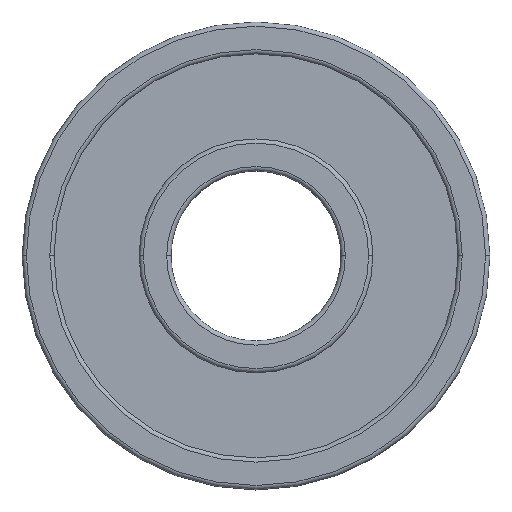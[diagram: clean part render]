
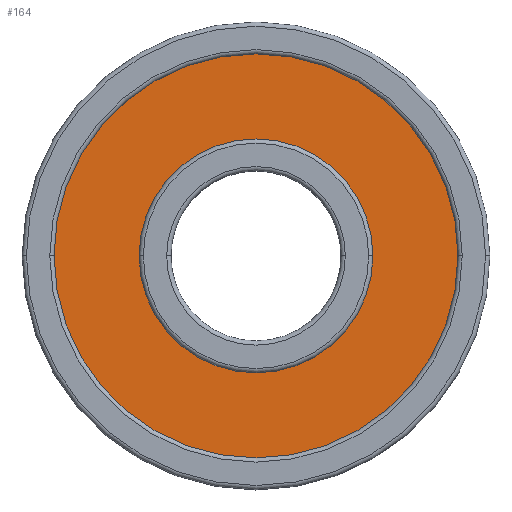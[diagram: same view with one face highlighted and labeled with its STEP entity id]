
A CAD part, top view. The second image highlights one B-rep face of the part: STEP entity #164.
In plain terms, the highlighted planar face has unit normal (0, 0, 1).
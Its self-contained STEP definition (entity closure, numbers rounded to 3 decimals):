
#15 = DIRECTION ( 'NONE',  ( 0., 0., 1. ) ) ;
#67 = CARTESIAN_POINT ( 'NONE',  ( -5.5, 0., 7. ) ) ;
#78 = CARTESIAN_POINT ( 'NONE',  ( 9.5, 0., 7. ) ) ;
#82 = CIRCLE ( 'NONE', #564, 9.5 ) ;
#88 = DIRECTION ( 'NONE',  ( 1., 0., 0. ) ) ;
#160 = FACE_BOUND ( 'NONE', #942, .T. ) ;
#161 = VERTEX_POINT ( 'NONE', #871 ) ;
#164 = ADVANCED_FACE ( 'NONE', ( #160, #289 ), #511, .T. ) ;
#202 = EDGE_CURVE ( 'NONE', #416, #317, #82, .T. ) ;
#250 = CARTESIAN_POINT ( 'NONE',  ( 0., 0., 7. ) ) ;
#276 = EDGE_LOOP ( 'NONE', ( #545, #927 ) ) ;
#289 = FACE_OUTER_BOUND ( 'NONE', #276, .T. ) ;
#299 = CIRCLE ( 'NONE', #546, 5.5 ) ;
#317 = VERTEX_POINT ( 'NONE', #615 ) ;
#331 = CARTESIAN_POINT ( 'NONE',  ( 0., 0., 7. ) ) ;
#353 = DIRECTION ( 'NONE',  ( 1., 0., 0. ) ) ;
#362 = CARTESIAN_POINT ( 'NONE',  ( 0., 0., 7. ) ) ;
#399 = DIRECTION ( 'NONE',  ( 1., 0., 0. ) ) ;
#404 = EDGE_CURVE ( 'NONE', #161, #804, #726, .T. ) ;
#416 = VERTEX_POINT ( 'NONE', #78 ) ;
#421 = DIRECTION ( 'NONE',  ( 0., 0., 1. ) ) ;
#422 = EDGE_CURVE ( 'NONE', #804, #161, #299, .T. ) ;
#426 = EDGE_CURVE ( 'NONE', #317, #416, #656, .T. ) ;
#497 = CARTESIAN_POINT ( 'NONE',  ( 0., 0., 7. ) ) ;
#509 = AXIS2_PLACEMENT_3D ( 'NONE', #497, #421, #353 ) ;
#511 = PLANE ( 'NONE',  #509 ) ;
#545 = ORIENTED_EDGE ( 'NONE', *, *, #426, .T. ) ;
#546 = AXIS2_PLACEMENT_3D ( 'NONE', #848, #15, #399 ) ;
#551 = DIRECTION ( 'NONE',  ( 0., 0., 1. ) ) ;
#564 = AXIS2_PLACEMENT_3D ( 'NONE', #362, #598, #672 ) ;
#580 = ORIENTED_EDGE ( 'NONE', *, *, #422, .F. ) ;
#598 = DIRECTION ( 'NONE',  ( 0., 0., 1. ) ) ;
#615 = CARTESIAN_POINT ( 'NONE',  ( -9.5, 0., 7. ) ) ;
#633 = ORIENTED_EDGE ( 'NONE', *, *, #404, .F. ) ;
#656 = CIRCLE ( 'NONE', #735, 9.5 ) ;
#672 = DIRECTION ( 'NONE',  ( 1., 0., 0. ) ) ;
#726 = CIRCLE ( 'NONE', #813, 5.5 ) ;
#735 = AXIS2_PLACEMENT_3D ( 'NONE', #331, #551, #88 ) ;
#804 = VERTEX_POINT ( 'NONE', #67 ) ;
#813 = AXIS2_PLACEMENT_3D ( 'NONE', #250, #858, #934 ) ;
#848 = CARTESIAN_POINT ( 'NONE',  ( 0., 0., 7. ) ) ;
#858 = DIRECTION ( 'NONE',  ( 0., 0., 1. ) ) ;
#871 = CARTESIAN_POINT ( 'NONE',  ( 5.5, 0., 7. ) ) ;
#927 = ORIENTED_EDGE ( 'NONE', *, *, #202, .T. ) ;
#934 = DIRECTION ( 'NONE',  ( 1., 0., 0. ) ) ;
#942 = EDGE_LOOP ( 'NONE', ( #580, #633 ) ) ;
